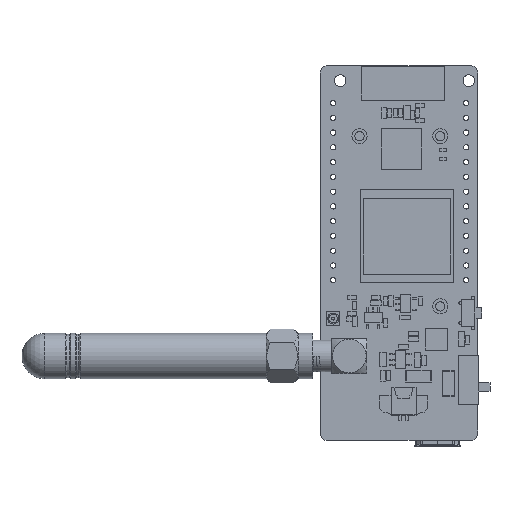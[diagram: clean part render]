
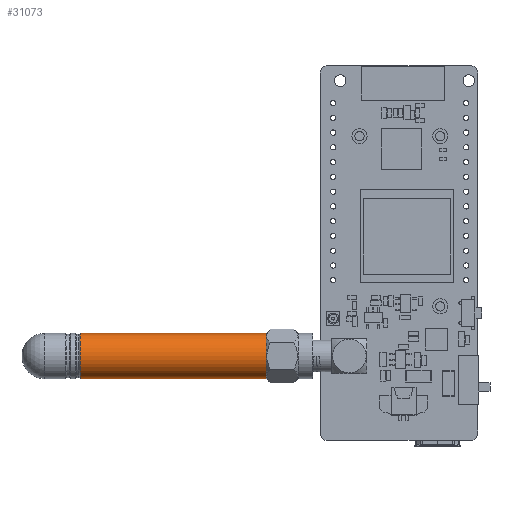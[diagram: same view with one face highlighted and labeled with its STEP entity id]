
A CAD part, top view. The second image highlights one B-rep face of the part: STEP entity #31073.
In plain terms, the highlighted cylindrical face has radius 3.9 mm (diameter 7.8 mm), a partial arc.
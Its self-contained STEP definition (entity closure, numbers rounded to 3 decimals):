
#30480=DIRECTION('',(0.,-1.,0.));
#30481=VECTOR('',#30480,32.02);
#30482=CARTESIAN_POINT('',(-3.9,40.02,
0.));
#30483=LINE('',#30482,#30481);
#30484=CARTESIAN_POINT('',(0.,40.02,0.));
#30485=DIRECTION('',(0.,-1.,0.));
#30486=DIRECTION('',(1.,0.,0.));
#30487=AXIS2_PLACEMENT_3D('',#30484,#30485,#30486);
#30489=DIRECTION('',(0.,-1.,0.));
#30490=VECTOR('',#30489,32.02);
#30491=CARTESIAN_POINT('',(3.9,40.02,
0.));
#30492=LINE('',#30491,#30490);
#30493=CARTESIAN_POINT('',(0.,8.,0.));
#30494=DIRECTION('',(0.,-1.,0.));
#30495=DIRECTION('',(1.,0.,0.));
#30496=AXIS2_PLACEMENT_3D('',#30493,#30494,#30495);
#30786=CARTESIAN_POINT('',(-3.9,40.02,0.));
#30787=CARTESIAN_POINT('',(3.9,40.02,0.));
#30788=VERTEX_POINT('',#30786);
#30789=VERTEX_POINT('',#30787);
#30798=CARTESIAN_POINT('',(-3.9,8.,0.));
#30799=CARTESIAN_POINT('',(3.9,8.,0.));
#30800=VERTEX_POINT('',#30798);
#30801=VERTEX_POINT('',#30799);
#31059=CARTESIAN_POINT('',(0.,52.5,0.));
#31060=DIRECTION('',(0.,-1.,0.));
#31061=DIRECTION('',(-1.,0.,0.));
#31062=AXIS2_PLACEMENT_3D('',#31059,#31060,#31061);
#31063=CYLINDRICAL_SURFACE('',#31062,3.9);
#31065=ORIENTED_EDGE('',*,*,#31064,.F.);
#31066=ORIENTED_EDGE('',*,*,#31049,.F.);
#31068=ORIENTED_EDGE('',*,*,#31067,.T.);
#31070=ORIENTED_EDGE('',*,*,#31069,.T.);
#31071=EDGE_LOOP('',(#31065,#31066,#31068,#31070));
#31072=FACE_OUTER_BOUND('',#31071,.F.);
#30488=CIRCLE('',#30487,3.9);
#30497=CIRCLE('',#30496,3.9);
#31049=EDGE_CURVE('',#30789,#30788,#30488,.T.);
#31064=EDGE_CURVE('',#30788,#30800,#30483,.T.);
#31067=EDGE_CURVE('',#30789,#30801,#30492,.T.);
#31069=EDGE_CURVE('',#30801,#30800,#30497,.T.);
#31073=ADVANCED_FACE('',(#31072),#31063,.T.);
